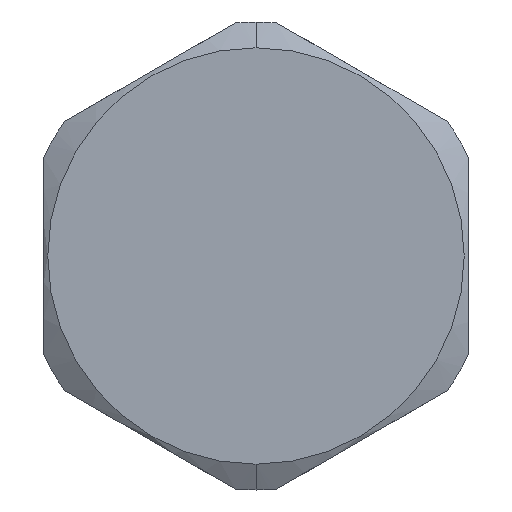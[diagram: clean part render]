
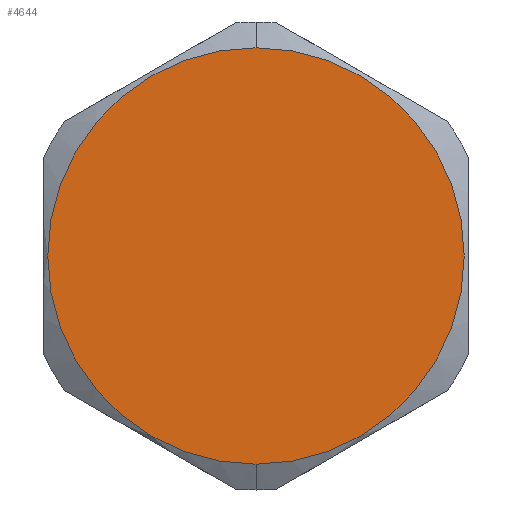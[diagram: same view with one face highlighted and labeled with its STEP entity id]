
A CAD part, left-side view. The second image highlights one B-rep face of the part: STEP entity #4644.
In plain terms, the highlighted planar face has unit normal (-1, 0, 0).
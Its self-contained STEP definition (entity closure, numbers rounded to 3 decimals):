
#276 = CARTESIAN_POINT ( 'NONE',  ( -1.59, 0., 0. ) ) ;
#737 = CARTESIAN_POINT ( 'NONE',  ( -1.59, 0., 0. ) ) ;
#2030 = VERTEX_POINT ( 'NONE', #6212 ) ;
#2125 = ORIENTED_EDGE ( 'NONE', *, *, #4365, .T. ) ;
#2636 = VERTEX_POINT ( 'NONE', #5652 ) ;
#2654 = DIRECTION ( 'NONE',  ( -1., 0., 0. ) ) ;
#2711 = DIRECTION ( 'NONE',  ( 0., 0., 1. ) ) ;
#3814 = CIRCLE ( 'NONE', #7983, 10.9 ) ;
#4109 = DIRECTION ( 'NONE',  ( 0., 0., -1. ) ) ;
#4365 = EDGE_CURVE ( 'NONE', #2030, #2636, #5630, .T. ) ;
#4644 = ADVANCED_FACE ( 'NONE', ( #7583 ), #8048, .F. ) ;
#4797 = AXIS2_PLACEMENT_3D ( 'NONE', #737, #2654, #2711 ) ;
#4868 = DIRECTION ( 'NONE',  ( -1., 0., 0. ) ) ;
#5353 = AXIS2_PLACEMENT_3D ( 'NONE', #6722, #5975, #4109 ) ;
#5630 = CIRCLE ( 'NONE', #4797, 10.9 ) ;
#5652 = CARTESIAN_POINT ( 'NONE',  ( -1.59, 0., 10.9 ) ) ;
#5975 = DIRECTION ( 'NONE',  ( 1., 0., 0. ) ) ;
#6212 = CARTESIAN_POINT ( 'NONE',  ( -1.59, 0., -10.9 ) ) ;
#6722 = CARTESIAN_POINT ( 'NONE',  ( -1.59, 0., 0. ) ) ;
#6989 = EDGE_CURVE ( 'NONE', #2636, #2030, #3814, .T. ) ;
#7224 = EDGE_LOOP ( 'NONE', ( #2125, #7628 ) ) ;
#7501 = DIRECTION ( 'NONE',  ( 0., 0., 1. ) ) ;
#7583 = FACE_OUTER_BOUND ( 'NONE', #7224, .T. ) ;
#7628 = ORIENTED_EDGE ( 'NONE', *, *, #6989, .T. ) ;
#7983 = AXIS2_PLACEMENT_3D ( 'NONE', #276, #4868, #7501 ) ;
#8048 = PLANE ( 'NONE',  #5353 ) ;
